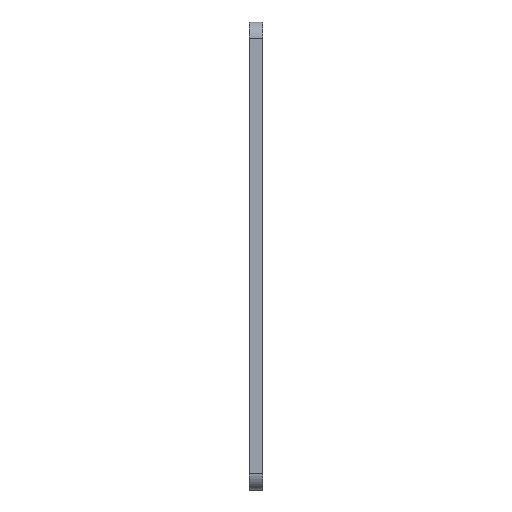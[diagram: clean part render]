
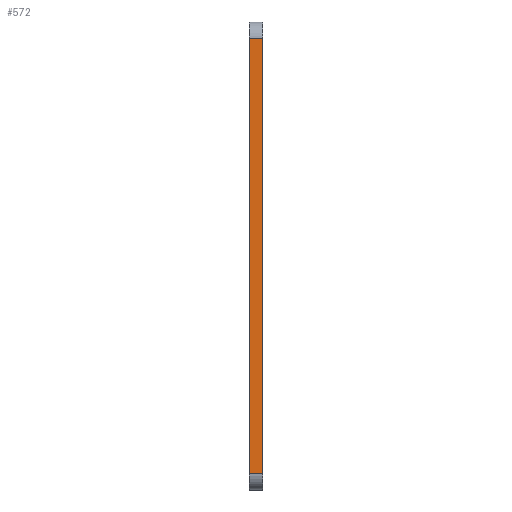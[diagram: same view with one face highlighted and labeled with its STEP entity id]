
A CAD part, left-side view. The second image highlights one B-rep face of the part: STEP entity #572.
In plain terms, the highlighted planar face has unit normal (-1, 0, 0).
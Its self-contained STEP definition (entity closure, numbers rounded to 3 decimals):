
#7 = ORIENTED_EDGE ( 'NONE', *, *, #448, .T. ) ;
#68 = ORIENTED_EDGE ( 'NONE', *, *, #955, .T. ) ;
#106 = VERTEX_POINT ( 'NONE', #151 ) ;
#109 = CARTESIAN_POINT ( 'NONE',  ( -95.75, 0., 49.5 ) ) ;
#115 = VERTEX_POINT ( 'NONE', #159 ) ;
#116 = VERTEX_POINT ( 'NONE', #123 ) ;
#123 = CARTESIAN_POINT ( 'NONE',  ( -95.75, 0., -49.5 ) ) ;
#150 = VERTEX_POINT ( 'NONE', #109 ) ;
#151 = CARTESIAN_POINT ( 'NONE',  ( -95.75, 3., 49.5 ) ) ;
#159 = CARTESIAN_POINT ( 'NONE',  ( -95.75, 3., -49.5 ) ) ;
#213 = DIRECTION ( 'NONE',  ( 0., 0., 1. ) ) ;
#223 = CARTESIAN_POINT ( 'NONE',  ( -95.75, 0., -49.5 ) ) ;
#269 = DIRECTION ( 'NONE',  ( 0., 0., 1. ) ) ;
#275 = CARTESIAN_POINT ( 'NONE',  ( -95.75, 3., -49.5 ) ) ;
#384 = LINE ( 'NONE', #223, #385 ) ;
#385 = VECTOR ( 'NONE', #213, 1000. ) ;
#402 = LINE ( 'NONE', #275, #403 ) ;
#403 = VECTOR ( 'NONE', #269, 1000. ) ;
#448 = EDGE_CURVE ( 'NONE', #116, #150, #384, .T. ) ;
#468 = EDGE_CURVE ( 'NONE', #115, #106, #402, .T. ) ;
#532 = AXIS2_PLACEMENT_3D ( 'NONE', #804, #789, #790 ) ;
#572 = ADVANCED_FACE ( 'NONE', ( #739 ), #826, .F. ) ;
#687 = EDGE_LOOP ( 'NONE', ( #7, #969, #958, #68 ) ) ;
#739 = FACE_OUTER_BOUND ( 'NONE', #687, .T. ) ;
#759 = VECTOR ( 'NONE', #895, 1000. ) ;
#761 = LINE ( 'NONE', #901, #768 ) ;
#768 = VECTOR ( 'NONE', #902, 1000. ) ;
#777 = LINE ( 'NONE', #914, #759 ) ;
#789 = DIRECTION ( 'NONE',  ( 1., 0., 0. ) ) ;
#790 = DIRECTION ( 'NONE',  ( 0., 0., -1. ) ) ;
#804 = CARTESIAN_POINT ( 'NONE',  ( -95.75, 3., -49.5 ) ) ;
#826 = PLANE ( 'NONE',  #532 ) ;
#895 = DIRECTION ( 'NONE',  ( 0., -1., 0. ) ) ;
#901 = CARTESIAN_POINT ( 'NONE',  ( -95.75, 3., -49.5 ) ) ;
#902 = DIRECTION ( 'NONE',  ( 0., -1., 0. ) ) ;
#914 = CARTESIAN_POINT ( 'NONE',  ( -95.75, 3., 49.5 ) ) ;
#952 = EDGE_CURVE ( 'NONE', #106, #150, #777, .T. ) ;
#955 = EDGE_CURVE ( 'NONE', #115, #116, #761, .T. ) ;
#958 = ORIENTED_EDGE ( 'NONE', *, *, #468, .F. ) ;
#969 = ORIENTED_EDGE ( 'NONE', *, *, #952, .F. ) ;
